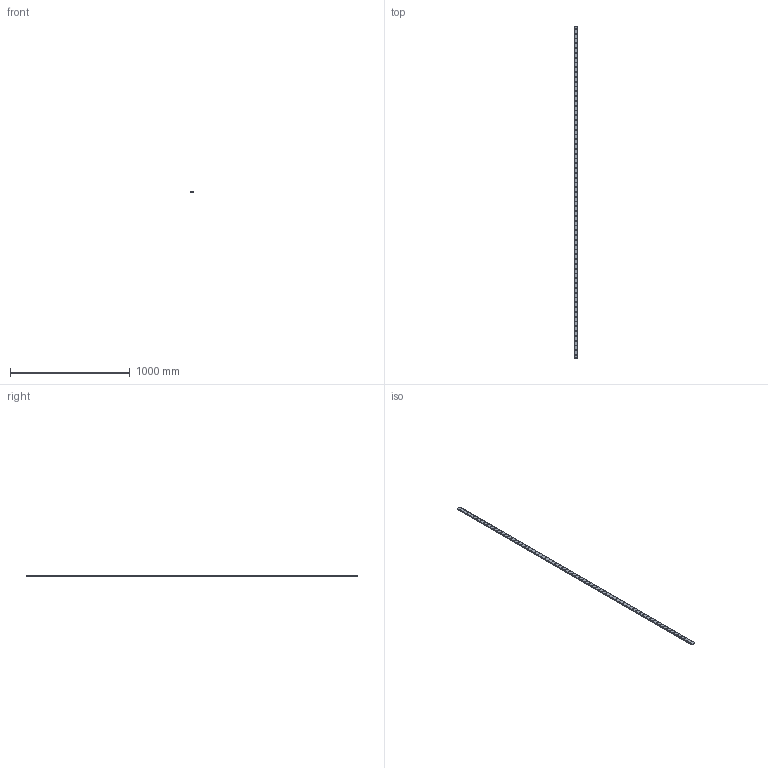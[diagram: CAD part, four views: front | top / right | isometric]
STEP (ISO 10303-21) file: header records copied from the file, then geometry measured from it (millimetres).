
FILE_DESCRIPTION(('STEP AP214'),'1');
FILE_NAME('cctmp_98E32F49-CF14-45D9-A64B-C939749C754F_2021_03_02_13_35_15_0379..stp','2021-03-02T12:35:15',('HIWIN GmbH'),('CADClick - www.CADClick.com'),'Spatial InterOp 3D',' ','unknown authorization');
FILE_SCHEMA(('AUTOMOTIVE_DESIGN'));
Length unit declared in the file: millimetre
Products named in the file (1): WER17R2770H_FILE
Bounding box: 33 x 2770 x 9.3 mm (x, y, z)
Volume: 765247.3 mm3; surface area: 270683.8 mm2
Topology: 1 solids, 1 shells, 1345 faces, 2775 edges, 1850 vertices
Faces by surface type: cylinder 846, plane 499
Entity records: 47205 total; most frequent: DIRECTION 7159, CARTESIAN_POINT 5971, ORIENTED_EDGE 5550, AXIS2_PLACEMENT_3D 3038, EDGE_CURVE 2775, VERTEX_POINT 1850, EDGE_LOOP 1763, CIRCLE 1692
